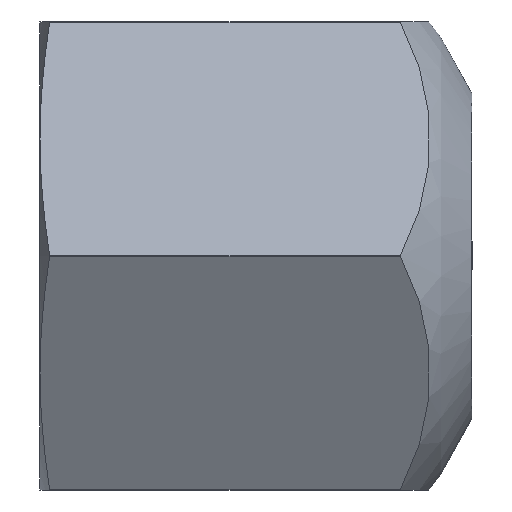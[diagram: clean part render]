
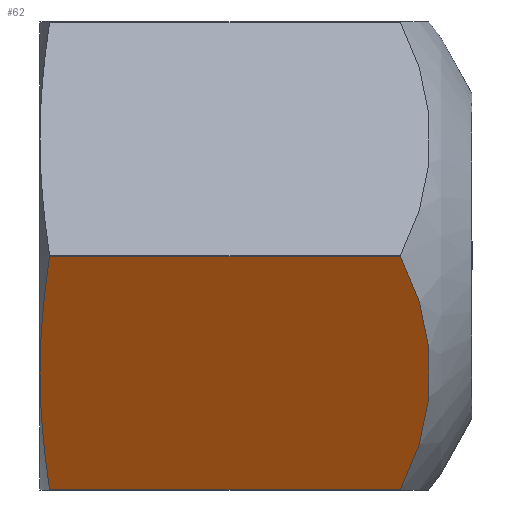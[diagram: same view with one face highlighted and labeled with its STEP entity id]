
A CAD part, front view. The second image highlights one B-rep face of the part: STEP entity #62.
In plain terms, the highlighted planar face has unit normal (0, -0.866, -0.5).
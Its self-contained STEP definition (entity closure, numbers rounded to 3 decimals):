
#62 = ADVANCED_FACE( '', ( #134 ), #135, .F. );
#134 = FACE_OUTER_BOUND( '', #219, .T. );
#135 = PLANE( '', #220 );
#219 = EDGE_LOOP( '', ( #337, #338, #339, #340, #341 ) );
#220 = AXIS2_PLACEMENT_3D( '', #342, #343, #344 );
#337 = ORIENTED_EDGE( '', *, *, #513, .F. );
#338 = ORIENTED_EDGE( '', *, *, #514, .T. );
#339 = ORIENTED_EDGE( '', *, *, #515, .F. );
#340 = ORIENTED_EDGE( '', *, *, #494, .F. );
#341 = ORIENTED_EDGE( '', *, *, #516, .F. );
#342 = CARTESIAN_POINT( '', ( 0., -7.506, 0. ) );
#343 = DIRECTION( '', ( 0., 0.866, 0.5 ) );
#344 = DIRECTION( '', ( 0., -0.5, 0.866 ) );
#494 = EDGE_CURVE( '', #580, #582, #583, .T. );
#513 = EDGE_CURVE( '', #612, #613, #614, .F. );
#514 = EDGE_CURVE( '', #612, #615, #616, .F. );
#515 = EDGE_CURVE( '', #582, #615, #617, .T. );
#516 = EDGE_CURVE( '', #613, #580, #618, .T. );
#580 = VERTEX_POINT( '', #706 );
#582 = VERTEX_POINT( '', #708 );
#583 = B_SPLINE_CURVE_WITH_KNOTS( '', 3, ( #709, #710, #711, #712 ), .UNSPECIFIED., .F., .F., ( 4, 4 ), ( 0.004, 0.007 ), .UNSPECIFIED. );
#612 = VERTEX_POINT( '', #763 );
#613 = VERTEX_POINT( '', #764 );
#614 = LINE( '', #765, #766 );
#615 = VERTEX_POINT( '', #767 );
#616 = CIRCLE( '', #768, 8.874 );
#617 = LINE( '', #769, #770 );
#618 = B_SPLINE_CURVE_WITH_KNOTS( '', 3, ( #771, #772, #773, #774 ), .UNSPECIFIED., .F., .F., ( 4, 4 ), ( 0., 0.004 ), .UNSPECIFIED. );
#706 = CARTESIAN_POINT( '', ( -12., -5.629, -3.25 ) );
#708 = CARTESIAN_POINT( '', ( -11.732, -7.5, -0.01 ) );
#709 = CARTESIAN_POINT( '', ( -12., -5.629, -3.25 ) );
#710 = CARTESIAN_POINT( '', ( -12., -6.253, -2.17 ) );
#711 = CARTESIAN_POINT( '', ( -11.899, -6.876, -1.09 ) );
#712 = CARTESIAN_POINT( '', ( -11.732, -7.5, -0.01 ) );
#763 = CARTESIAN_POINT( '', ( -1.991, -3.758, -6.49 ) );
#764 = CARTESIAN_POINT( '', ( -11.732, -3.758, -6.49 ) );
#765 = CARTESIAN_POINT( '', ( 0., -3.758, -6.49 ) );
#766 = VECTOR( '', #869, 1000. );
#767 = CARTESIAN_POINT( '', ( -1.991, -7.5, -0.01 ) );
#768 = AXIS2_PLACEMENT_3D( '', #870, #871, #872 );
#769 = CARTESIAN_POINT( '', ( 0., -7.5, -0.01 ) );
#770 = VECTOR( '', #873, 1000. );
#771 = CARTESIAN_POINT( '', ( -11.732, -3.758, -6.49 ) );
#772 = CARTESIAN_POINT( '', ( -11.899, -4.382, -5.41 ) );
#773 = CARTESIAN_POINT( '', ( -12., -5.006, -4.33 ) );
#774 = CARTESIAN_POINT( '', ( -12., -5.629, -3.25 ) );
#869 = DIRECTION( '', ( 1., 0., 0. ) );
#870 = CARTESIAN_POINT( '', ( -10.037, -5.629, -3.25 ) );
#871 = DIRECTION( '', ( 0., 0.866, 0.5 ) );
#872 = DIRECTION( '', ( 0., -0.5, 0.866 ) );
#873 = DIRECTION( '', ( 1., 0., 0. ) );
